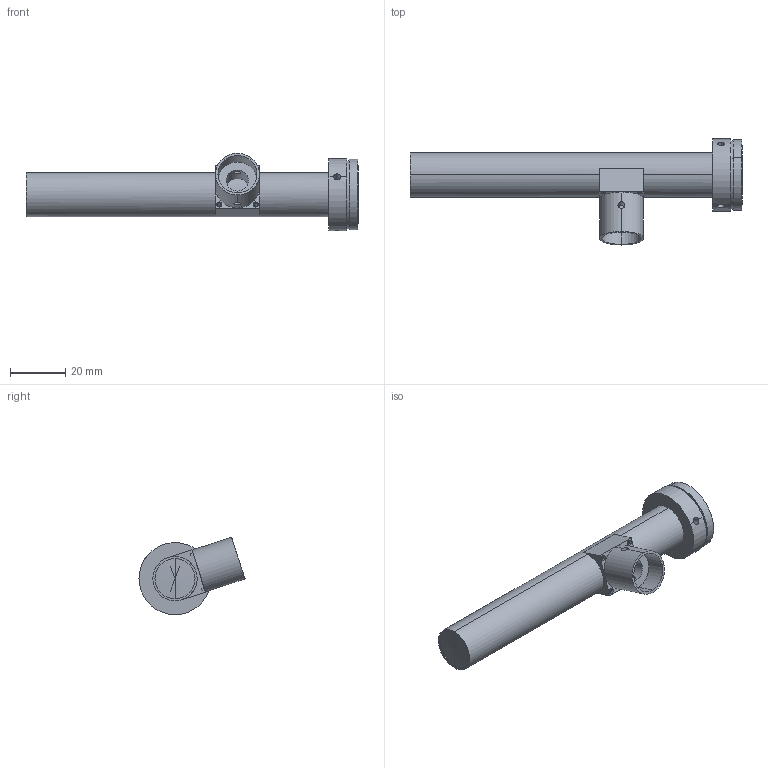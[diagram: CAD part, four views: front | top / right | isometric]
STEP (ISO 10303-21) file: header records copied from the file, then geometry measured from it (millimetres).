
FILE_DESCRIPTION (( 'STEP AP203' ), '1' );
FILE_NAME ('WWL10-250C.STEP', '2019-06-18T01:38:25', ( '' ), ( '' ), 'SwSTEP 2.0', 'SolidWorks 2017', '' );
FILE_SCHEMA (( 'CONFIG_CONTROL_DESIGN' ));
Length unit declared in the file: millimetre
Products named in the file (1): WWL10-250C
Bounding box: 119.8 x 38.27 x 27.9 mm (x, y, z)
Volume: 28374.5 mm3; surface area: 9351.4 mm2
Topology: 1 solids, 3 shells, 93 faces, 208 edges, 134 vertices
Faces by surface type: cylinder 56, plane 21, cone 16
Entity records: 3175 total; most frequent: CARTESIAN_POINT 1042, DIRECTION 430, ORIENTED_EDGE 408, EDGE_CURVE 204, AXIS2_PLACEMENT_3D 176, VERTEX_POINT 134, EDGE_LOOP 114, FACE_OUTER_BOUND 93
